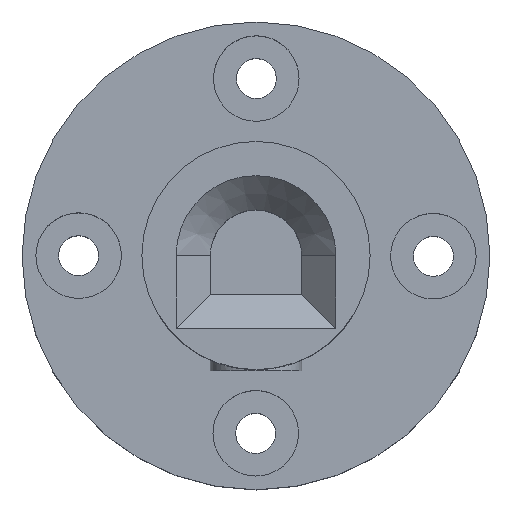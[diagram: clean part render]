
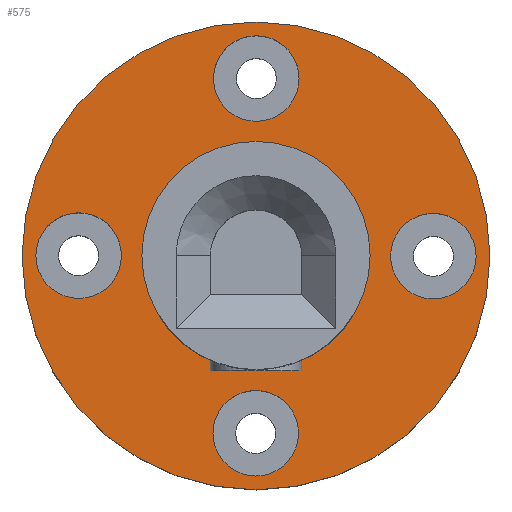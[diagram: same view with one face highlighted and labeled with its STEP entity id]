
A CAD part, top view. The second image highlights one B-rep face of the part: STEP entity #575.
In plain terms, the highlighted planar face has unit normal (0, 0, 1).
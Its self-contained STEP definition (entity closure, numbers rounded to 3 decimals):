
#35=FACE_BOUND('',#137,.T.);
#36=FACE_BOUND('',#138,.T.);
#37=FACE_BOUND('',#139,.T.);
#38=FACE_BOUND('',#140,.T.);
#39=FACE_BOUND('',#141,.T.);
#55=CIRCLE('',#641,10.);
#56=CIRCLE('',#643,20.5);
#57=CIRCLE('',#644,3.75);
#58=CIRCLE('',#645,3.75);
#59=CIRCLE('',#646,3.75);
#60=CIRCLE('',#647,3.75);
#95=FACE_OUTER_BOUND('',#136,.T.);
#136=EDGE_LOOP('',(#474));
#137=EDGE_LOOP('',(#475));
#138=EDGE_LOOP('',(#476));
#139=EDGE_LOOP('',(#477));
#140=EDGE_LOOP('',(#478));
#141=EDGE_LOOP('',(#479));
#289=VERTEX_POINT('',#980);
#290=VERTEX_POINT('',#984);
#291=VERTEX_POINT('',#986);
#292=VERTEX_POINT('',#988);
#293=VERTEX_POINT('',#990);
#294=VERTEX_POINT('',#992);
#355=EDGE_CURVE('',#289,#289,#55,.T.);
#356=EDGE_CURVE('',#290,#290,#56,.T.);
#357=EDGE_CURVE('',#291,#291,#57,.T.);
#358=EDGE_CURVE('',#292,#292,#58,.T.);
#359=EDGE_CURVE('',#293,#293,#59,.T.);
#360=EDGE_CURVE('',#294,#294,#60,.T.);
#474=ORIENTED_EDGE('',*,*,#356,.F.);
#475=ORIENTED_EDGE('',*,*,#357,.T.);
#476=ORIENTED_EDGE('',*,*,#358,.T.);
#477=ORIENTED_EDGE('',*,*,#359,.T.);
#478=ORIENTED_EDGE('',*,*,#360,.T.);
#479=ORIENTED_EDGE('',*,*,#355,.T.);
#548=PLANE('',#642);
#575=ADVANCED_FACE('',(#95,#35,#36,#37,#38,#39),#548,.T.);
#641=AXIS2_PLACEMENT_3D('',#982,#770,#771);
#642=AXIS2_PLACEMENT_3D('',#983,#772,#773);
#643=AXIS2_PLACEMENT_3D('',#985,#774,#775);
#644=AXIS2_PLACEMENT_3D('',#987,#776,#777);
#645=AXIS2_PLACEMENT_3D('',#989,#778,#779);
#646=AXIS2_PLACEMENT_3D('',#991,#780,#781);
#647=AXIS2_PLACEMENT_3D('',#993,#782,#783);
#770=DIRECTION('center_axis',(0.,0.,-1.));
#771=DIRECTION('ref_axis',(1.,0.,0.));
#772=DIRECTION('center_axis',(0.,0.,1.));
#773=DIRECTION('ref_axis',(1.,0.,0.));
#774=DIRECTION('center_axis',(0.,0.,-1.));
#775=DIRECTION('ref_axis',(-1.,0.,0.));
#776=DIRECTION('center_axis',(0.,0.,-1.));
#777=DIRECTION('ref_axis',(1.,0.,0.));
#778=DIRECTION('center_axis',(0.,0.,-1.));
#779=DIRECTION('ref_axis',(1.,0.,0.));
#780=DIRECTION('center_axis',(0.,0.,-1.));
#781=DIRECTION('ref_axis',(1.,0.,0.));
#782=DIRECTION('center_axis',(0.,0.,-1.));
#783=DIRECTION('ref_axis',(1.,0.,0.));
#980=CARTESIAN_POINT('',(-10.,0.,10.));
#982=CARTESIAN_POINT('Origin',(0.,0.,10.));
#983=CARTESIAN_POINT('Origin',(-0.01,0.,
10.));
#984=CARTESIAN_POINT('',(20.5,0.,10.));
#985=CARTESIAN_POINT('Origin',(0.,0.,
10.));
#986=CARTESIAN_POINT('',(-19.294,0.027,10.));
#987=CARTESIAN_POINT('Origin',(-15.544,0.027,10.));
#988=CARTESIAN_POINT('',(-3.777,-15.544,10.));
#989=CARTESIAN_POINT('Origin',(-0.027,-15.544,10.));
#990=CARTESIAN_POINT('',(-3.723,15.544,10.));
#991=CARTESIAN_POINT('Origin',(0.027,15.544,10.));
#992=CARTESIAN_POINT('',(11.794,-0.027,10.));
#993=CARTESIAN_POINT('Origin',(15.544,-0.027,10.));
